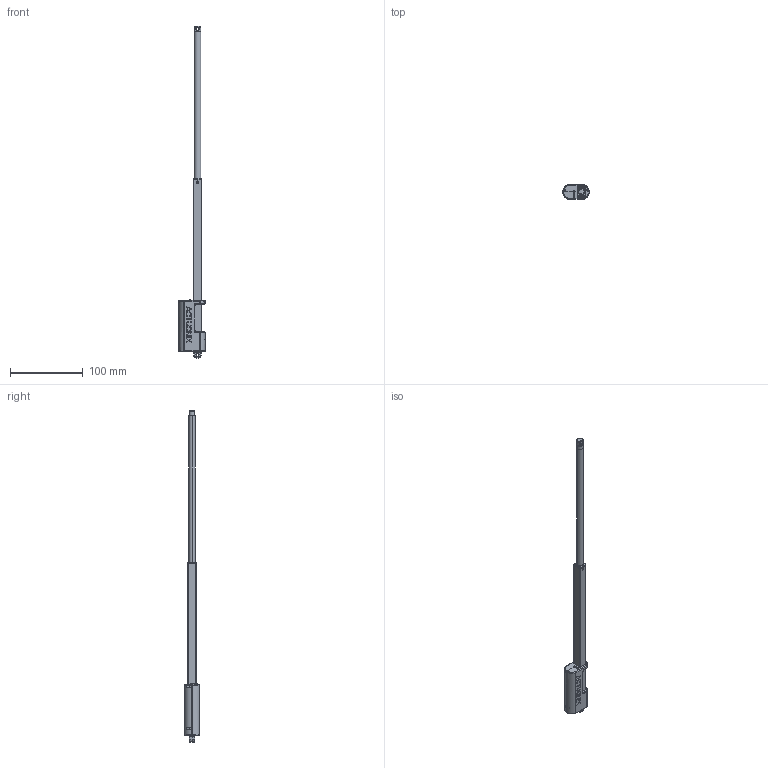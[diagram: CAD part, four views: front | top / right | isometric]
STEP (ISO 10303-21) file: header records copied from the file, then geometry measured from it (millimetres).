
FILE_DESCRIPTION((''),'2;1');
FILE_NAME('P16_200MM_ASM','2016-10-05T',('Mike'),(''),'PRO/ENGINEER BY PARAMETRIC TECHNOLOGY CORPORATION, 2004440','PRO/ENGINEER BY PARAMETRIC TECHNOLOGY CORPORATION, 2004440','');
FILE_SCHEMA(('CONFIG_CONTROL_DESIGN'));
Length unit declared in the file: millimetre
Products named in the file (9): CLAM_P16_BOT_10541; CLAM_P16_TOP_10542; FASTENER_10427; EXTENSION_10578_200MM; GUIDE_10429; SHAFT_10688_200MM; PLUG_10428; GROMMET_3_HOLE; P16_200MM_ASM
Assembly tree (12 placements, depth 2):
  P16_200MM_ASM
    CLAM_P16_BOT_10541
    CLAM_P16_TOP_10542
    FASTENER_10427  x5
    EXTENSION_10578_200MM
    GUIDE_10429
    SHAFT_10688_200MM
    PLUG_10428
    GROMMET_3_HOLE
Bounding box: 36 x 20 x 455.88 mm (x, y, z)
Volume: 27105.5 mm3; surface area: 46656.8 mm2
Topology: 12 solids, 12 shells, 1516 faces, 3744 edges, 2297 vertices
Faces by surface type: plane 660, cylinder 441, torus 237, bspline 99, cone 46, sphere 33
Entity records: 46591 total; most frequent: CARTESIAN_POINT 12847, DIRECTION 7149, ORIENTED_EDGE 6984, EDGE_CURVE 3492, AXIS2_PLACEMENT_3D 2594, VERTEX_POINT 2145, VECTOR 1961, LINE 1961
